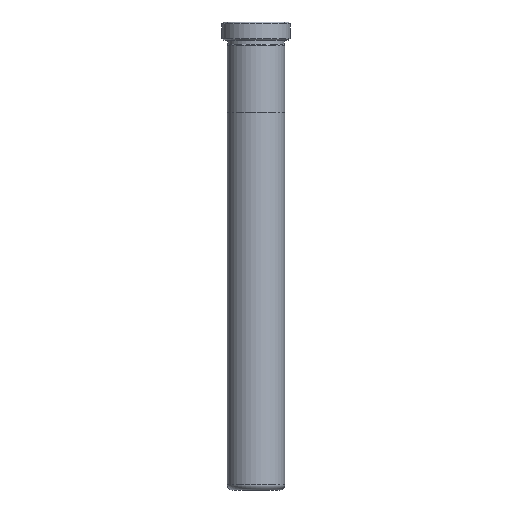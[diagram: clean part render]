
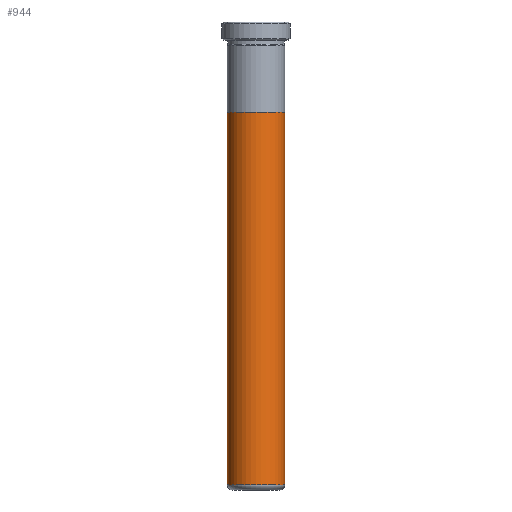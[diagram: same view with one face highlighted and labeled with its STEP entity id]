
A CAD part, front view. The second image highlights one B-rep face of the part: STEP entity #944.
In plain terms, the highlighted cylindrical face has radius 7.995 mm (diameter 15.99 mm), a partial arc.
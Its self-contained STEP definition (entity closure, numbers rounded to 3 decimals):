
#34 = DIRECTION ( 'NONE',  ( -1., 0., 0. ) ) ;
#82 = CARTESIAN_POINT ( 'NONE',  ( 0., 0., 105. ) ) ;
#108 = DIRECTION ( 'NONE',  ( 0., 0., -1. ) ) ;
#122 = ORIENTED_EDGE ( 'NONE', *, *, #135, .F. ) ;
#135 = EDGE_CURVE ( 'NONE', #1281, #465, #844, .T. ) ;
#161 = DIRECTION ( 'NONE',  ( 0., 0., -1. ) ) ;
#165 = CARTESIAN_POINT ( 'NONE',  ( -7.995, 0., 105. ) ) ;
#205 = DIRECTION ( 'NONE',  ( 1., 0., 0. ) ) ;
#340 = ORIENTED_EDGE ( 'NONE', *, *, #489, .T. ) ;
#427 = EDGE_CURVE ( 'NONE', #960, #1281, #1450, .T. ) ;
#465 = VERTEX_POINT ( 'NONE', #1016 ) ;
#466 = CARTESIAN_POINT ( 'NONE',  ( 0., 0., 1.5 ) ) ;
#474 = CIRCLE ( 'NONE', #1295, 7.995 ) ;
#489 = EDGE_CURVE ( 'NONE', #702, #465, #474, .T. ) ;
#503 = EDGE_CURVE ( 'NONE', #960, #702, #1310, .T. ) ;
#527 = CARTESIAN_POINT ( 'NONE',  ( 0., 0., 125. ) ) ;
#554 = VECTOR ( 'NONE', #1173, 1000. ) ;
#591 = DIRECTION ( 'NONE',  ( 1., 0., 0. ) ) ;
#596 = ORIENTED_EDGE ( 'NONE', *, *, #503, .T. ) ;
#628 = CYLINDRICAL_SURFACE ( 'NONE', #927, 7.995 ) ;
#702 = VERTEX_POINT ( 'NONE', #1050 ) ;
#744 = CARTESIAN_POINT ( 'NONE',  ( 7.995, 0., 105. ) ) ;
#753 = AXIS2_PLACEMENT_3D ( 'NONE', #82, #897, #205 ) ;
#807 = CARTESIAN_POINT ( 'NONE',  ( -7.995, 0., 125. ) ) ;
#844 = LINE ( 'NONE', #1291, #554 ) ;
#897 = DIRECTION ( 'NONE',  ( 0., 0., 1. ) ) ;
#927 = AXIS2_PLACEMENT_3D ( 'NONE', #527, #161, #34 ) ;
#944 = ADVANCED_FACE ( 'NONE', ( #954 ), #628, .T. ) ;
#954 = FACE_OUTER_BOUND ( 'NONE', #1324, .T. ) ;
#960 = VERTEX_POINT ( 'NONE', #165 ) ;
#1002 = VECTOR ( 'NONE', #108, 1000. ) ;
#1016 = CARTESIAN_POINT ( 'NONE',  ( 7.995, 0., 1.5 ) ) ;
#1050 = CARTESIAN_POINT ( 'NONE',  ( -7.995, 0., 1.5 ) ) ;
#1108 = ORIENTED_EDGE ( 'NONE', *, *, #427, .F. ) ;
#1173 = DIRECTION ( 'NONE',  ( 0., 0., -1. ) ) ;
#1263 = DIRECTION ( 'NONE',  ( 0., 0., 1. ) ) ;
#1281 = VERTEX_POINT ( 'NONE', #744 ) ;
#1291 = CARTESIAN_POINT ( 'NONE',  ( 7.995, 0., 125. ) ) ;
#1295 = AXIS2_PLACEMENT_3D ( 'NONE', #466, #1263, #591 ) ;
#1310 = LINE ( 'NONE', #807, #1002 ) ;
#1324 = EDGE_LOOP ( 'NONE', ( #122, #1108, #596, #340 ) ) ;
#1450 = CIRCLE ( 'NONE', #753, 7.995 ) ;
